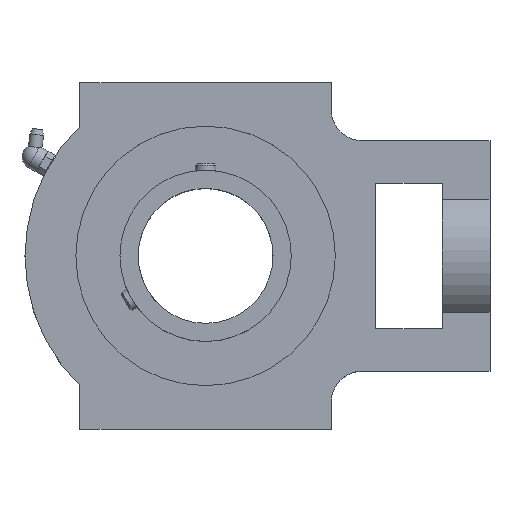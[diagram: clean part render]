
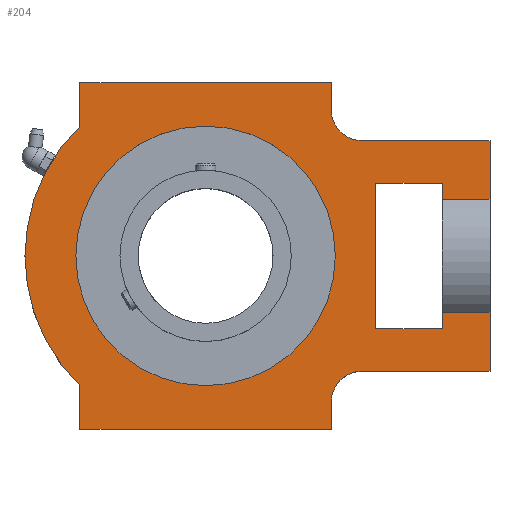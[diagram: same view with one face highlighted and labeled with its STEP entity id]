
A CAD part, top view. The second image highlights one B-rep face of the part: STEP entity #204.
In plain terms, the highlighted planar face has unit normal (0, 0, 1).
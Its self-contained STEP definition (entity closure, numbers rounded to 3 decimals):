
#204 = ADVANCED_FACE( '', ( #352, #353 ), #354, .T. );
#352 = FACE_BOUND( '', #561, .T. );
#353 = FACE_OUTER_BOUND( '', #562, .T. );
#354 = PLANE( '', #563 );
#561 = EDGE_LOOP( '', ( #895 ) );
#562 = EDGE_LOOP( '', ( #896, #897, #898, #899, #900, #901, #902, #903, #904, #905, #906, #907, #908, #909, #910, #911, #912, #913, #914, #915 ) );
#563 = AXIS2_PLACEMENT_3D( '', #916, #917, #918 );
#895 = ORIENTED_EDGE( '', *, *, #1380, .F. );
#896 = ORIENTED_EDGE( '', *, *, #1381, .T. );
#897 = ORIENTED_EDGE( '', *, *, #1382, .F. );
#898 = ORIENTED_EDGE( '', *, *, #1383, .T. );
#899 = ORIENTED_EDGE( '', *, *, #1384, .F. );
#900 = ORIENTED_EDGE( '', *, *, #1385, .T. );
#901 = ORIENTED_EDGE( '', *, *, #1386, .T. );
#902 = ORIENTED_EDGE( '', *, *, #1387, .T. );
#903 = ORIENTED_EDGE( '', *, *, #1388, .T. );
#904 = ORIENTED_EDGE( '', *, *, #1389, .T. );
#905 = ORIENTED_EDGE( '', *, *, #1390, .F. );
#906 = ORIENTED_EDGE( '', *, *, #1391, .T. );
#907 = ORIENTED_EDGE( '', *, *, #1392, .F. );
#908 = ORIENTED_EDGE( '', *, *, #1393, .F. );
#909 = ORIENTED_EDGE( '', *, *, #1394, .T. );
#910 = ORIENTED_EDGE( '', *, *, #1395, .F. );
#911 = ORIENTED_EDGE( '', *, *, #1396, .F. );
#912 = ORIENTED_EDGE( '', *, *, #1397, .F. );
#913 = ORIENTED_EDGE( '', *, *, #1398, .T. );
#914 = ORIENTED_EDGE( '', *, *, #1399, .T. );
#915 = ORIENTED_EDGE( '', *, *, #1400, .F. );
#916 = CARTESIAN_POINT( '', ( 114., 83.5, 22. ) );
#917 = DIRECTION( '', ( 0., 0., 1. ) );
#918 = DIRECTION( '', ( 1., 0., 0. ) );
#1380 = EDGE_CURVE( '', #1617, #1617, #1618, .T. );
#1381 = EDGE_CURVE( '', #1619, #1620, #1621, .T. );
#1382 = EDGE_CURVE( '', #1622, #1620, #1623, .T. );
#1383 = EDGE_CURVE( '', #1622, #1624, #1625, .T. );
#1384 = EDGE_CURVE( '', #1626, #1624, #1627, .T. );
#1385 = EDGE_CURVE( '', #1626, #1628, #1629, .T. );
#1386 = EDGE_CURVE( '', #1628, #1630, #1631, .T. );
#1387 = EDGE_CURVE( '', #1630, #1632, #1633, .T. );
#1388 = EDGE_CURVE( '', #1632, #1634, #1635, .T. );
#1389 = EDGE_CURVE( '', #1634, #1636, #1637, .T. );
#1390 = EDGE_CURVE( '', #1638, #1636, #1639, .T. );
#1391 = EDGE_CURVE( '', #1638, #1640, #1641, .T. );
#1392 = EDGE_CURVE( '', #1642, #1640, #1643, .T. );
#1393 = EDGE_CURVE( '', #1644, #1642, #1645, .T. );
#1394 = EDGE_CURVE( '', #1644, #1646, #1647, .T. );
#1395 = EDGE_CURVE( '', #1648, #1646, #1649, .T. );
#1396 = EDGE_CURVE( '', #1650, #1648, #1651, .T. );
#1397 = EDGE_CURVE( '', #1652, #1650, #1653, .T. );
#1398 = EDGE_CURVE( '', #1652, #1654, #1655, .T. );
#1399 = EDGE_CURVE( '', #1654, #1656, #1657, .T. );
#1400 = EDGE_CURVE( '', #1619, #1656, #1658, .T. );
#1617 = VERTEX_POINT( '', #2256 );
#1618 = CIRCLE( '', #2257, 62.5 );
#1619 = VERTEX_POINT( '', #2258 );
#1620 = VERTEX_POINT( '', #2259 );
#1621 = LINE( '', #2260, #2261 );
#1622 = VERTEX_POINT( '', #2262 );
#1623 = CIRCLE( '', #2263, 15. );
#1624 = VERTEX_POINT( '', #2264 );
#1625 = LINE( '', #2265, #2266 );
#1626 = VERTEX_POINT( '', #2267 );
#1627 = LINE( '', #2268, #2269 );
#1628 = VERTEX_POINT( '', #2270 );
#1629 = LINE( '', #2271, #2272 );
#1630 = VERTEX_POINT( '', #2273 );
#1631 = CIRCLE( '', #2274, 87. );
#1632 = VERTEX_POINT( '', #2275 );
#1633 = LINE( '', #2276, #2277 );
#1634 = VERTEX_POINT( '', #2278 );
#1635 = LINE( '', #2279, #2280 );
#1636 = VERTEX_POINT( '', #2281 );
#1637 = LINE( '', #2282, #2283 );
#1638 = VERTEX_POINT( '', #2284 );
#1639 = CIRCLE( '', #2285, 15. );
#1640 = VERTEX_POINT( '', #2286 );
#1641 = LINE( '', #2287, #2288 );
#1642 = VERTEX_POINT( '', #2289 );
#1643 = LINE( '', #2290, #2291 );
#1644 = VERTEX_POINT( '', #2292 );
#1645 = LINE( '', #2293, #2294 );
#1646 = VERTEX_POINT( '', #2295 );
#1647 = LINE( '', #2296, #2297 );
#1648 = VERTEX_POINT( '', #2298 );
#1649 = LINE( '', #2299, #2300 );
#1650 = VERTEX_POINT( '', #2301 );
#1651 = LINE( '', #2302, #2303 );
#1652 = VERTEX_POINT( '', #2304 );
#1653 = LINE( '', #2305, #2306 );
#1654 = VERTEX_POINT( '', #2307 );
#1655 = LINE( '', #2308, #2309 );
#1656 = VERTEX_POINT( '', #2310 );
#1657 = LINE( '', #2311, #2312 );
#1658 = LINE( '', #2313, #2314 );
#2256 = CARTESIAN_POINT( '', ( 62.5, 0., 22. ) );
#2257 = AXIS2_PLACEMENT_3D( '', #2685, #2686, #2687 );
#2258 = CARTESIAN_POINT( '', ( 137., 55.5, 22. ) );
#2259 = CARTESIAN_POINT( '', ( 75.5, 55.5, 22. ) );
#2260 = CARTESIAN_POINT( '', ( 137., 55.5, 22. ) );
#2261 = VECTOR( '', #2688, 1000. );
#2262 = CARTESIAN_POINT( '', ( 60.5, 70.5, 22. ) );
#2263 = AXIS2_PLACEMENT_3D( '', #2689, #2690, #2691 );
#2264 = CARTESIAN_POINT( '', ( 60.5, 83.5, 22. ) );
#2265 = CARTESIAN_POINT( '', ( 60.5, 70.5, 22. ) );
#2266 = VECTOR( '', #2692, 1000. );
#2267 = CARTESIAN_POINT( '', ( -60.5, 83.5, 22. ) );
#2268 = CARTESIAN_POINT( '', ( -110., 83.5, 22. ) );
#2269 = VECTOR( '', #2693, 1000. );
#2270 = CARTESIAN_POINT( '', ( -60.5, 62.52, 22. ) );
#2271 = CARTESIAN_POINT( '', ( -60.5, 83.5, 22. ) );
#2272 = VECTOR( '', #2694, 1000. );
#2273 = CARTESIAN_POINT( '', ( -60.5, -62.52, 22. ) );
#2274 = AXIS2_PLACEMENT_3D( '', #2695, #2696, #2697 );
#2275 = CARTESIAN_POINT( '', ( -60.5, -83.5, 22. ) );
#2276 = CARTESIAN_POINT( '', ( -60.5, -62.52, 22. ) );
#2277 = VECTOR( '', #2698, 1000. );
#2278 = CARTESIAN_POINT( '', ( 60.5, -83.5, 22. ) );
#2279 = CARTESIAN_POINT( '', ( -110., -83.5, 22. ) );
#2280 = VECTOR( '', #2699, 1000. );
#2281 = CARTESIAN_POINT( '', ( 60.5, -70.5, 22. ) );
#2282 = CARTESIAN_POINT( '', ( 60.5, -83.5, 22. ) );
#2283 = VECTOR( '', #2700, 1000. );
#2284 = CARTESIAN_POINT( '', ( 75.5, -55.5, 22. ) );
#2285 = AXIS2_PLACEMENT_3D( '', #2701, #2702, #2703 );
#2286 = CARTESIAN_POINT( '', ( 137., -55.5, 22. ) );
#2287 = CARTESIAN_POINT( '', ( 75.5, -55.5, 22. ) );
#2288 = VECTOR( '', #2704, 1000. );
#2289 = CARTESIAN_POINT( '', ( 137., -27.221, 22. ) );
#2290 = CARTESIAN_POINT( '', ( 137., -27.221, 22. ) );
#2291 = VECTOR( '', #2705, 1000. );
#2292 = CARTESIAN_POINT( '', ( 114., -27.221, 22. ) );
#2293 = CARTESIAN_POINT( '', ( 114., -27.221, 22. ) );
#2294 = VECTOR( '', #2706, 1000. );
#2295 = CARTESIAN_POINT( '', ( 114., -35., 22. ) );
#2296 = CARTESIAN_POINT( '', ( 114., -27.221, 22. ) );
#2297 = VECTOR( '', #2707, 1000. );
#2298 = CARTESIAN_POINT( '', ( 82., -35., 22. ) );
#2299 = CARTESIAN_POINT( '', ( 82., -35., 22. ) );
#2300 = VECTOR( '', #2708, 1000. );
#2301 = CARTESIAN_POINT( '', ( 82., 35., 22. ) );
#2302 = CARTESIAN_POINT( '', ( 82., 35., 22. ) );
#2303 = VECTOR( '', #2709, 1000. );
#2304 = CARTESIAN_POINT( '', ( 114., 35., 22. ) );
#2305 = CARTESIAN_POINT( '', ( 114., 35., 22. ) );
#2306 = VECTOR( '', #2710, 1000. );
#2307 = CARTESIAN_POINT( '', ( 114., 27.221, 22. ) );
#2308 = CARTESIAN_POINT( '', ( 114., 83.5, 22. ) );
#2309 = VECTOR( '', #2711, 1000. );
#2310 = CARTESIAN_POINT( '', ( 137., 27.221, 22. ) );
#2311 = CARTESIAN_POINT( '', ( 114., 27.221, 22. ) );
#2312 = VECTOR( '', #2712, 1000. );
#2313 = CARTESIAN_POINT( '', ( 137., 83.5, 22. ) );
#2314 = VECTOR( '', #2713, 1000. );
#2685 = CARTESIAN_POINT( '', ( 0., 0., 22. ) );
#2686 = DIRECTION( '', ( 0., 0., 1. ) );
#2687 = DIRECTION( '', ( 1., 0., 0. ) );
#2688 = DIRECTION( '', ( -1., 0., 0. ) );
#2689 = CARTESIAN_POINT( '', ( 75.5, 70.5, 22. ) );
#2690 = DIRECTION( '', ( 0., 0., 1. ) );
#2691 = DIRECTION( '', ( 1., 0., 0. ) );
#2692 = DIRECTION( '', ( 0., 1., 0. ) );
#2693 = DIRECTION( '', ( 1., 0., 0. ) );
#2694 = DIRECTION( '', ( 0., -1., 0. ) );
#2695 = CARTESIAN_POINT( '', ( 0., 0., 22. ) );
#2696 = DIRECTION( '', ( 0., 0., 1. ) );
#2697 = DIRECTION( '', ( 1., 0., 0. ) );
#2698 = DIRECTION( '', ( 0., -1., 0. ) );
#2699 = DIRECTION( '', ( 1., 0., 0. ) );
#2700 = DIRECTION( '', ( 0., 1., 0. ) );
#2701 = CARTESIAN_POINT( '', ( 75.5, -70.5, 22. ) );
#2702 = DIRECTION( '', ( 0., 0., 1. ) );
#2703 = DIRECTION( '', ( 1., 0., 0. ) );
#2704 = DIRECTION( '', ( 1., 0., 0. ) );
#2705 = DIRECTION( '', ( 0., -1., 0. ) );
#2706 = DIRECTION( '', ( 1., 0., 0. ) );
#2707 = DIRECTION( '', ( 0., -1., 0. ) );
#2708 = DIRECTION( '', ( 1., 0., 0. ) );
#2709 = DIRECTION( '', ( 0., -1., 0. ) );
#2710 = DIRECTION( '', ( -1., 0., 0. ) );
#2711 = DIRECTION( '', ( 0., -1., 0. ) );
#2712 = DIRECTION( '', ( 1., 0., 0. ) );
#2713 = DIRECTION( '', ( 0., -1., 0. ) );
